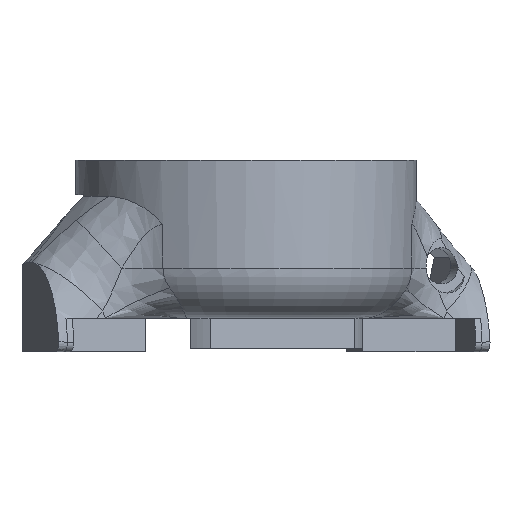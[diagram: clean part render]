
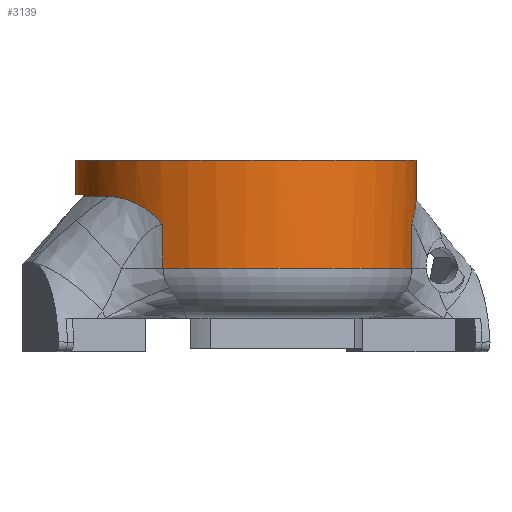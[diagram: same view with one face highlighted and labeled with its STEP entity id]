
A CAD part, front view. The second image highlights one B-rep face of the part: STEP entity #3139.
In plain terms, the highlighted cylindrical face has radius 37.5 mm (diameter 75 mm), a partial arc.
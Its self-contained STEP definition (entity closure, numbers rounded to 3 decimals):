
#75 = CARTESIAN_POINT ( 'NONE',  ( 33.98, 7.249, -12.5 ) ) ;
#138 = CARTESIAN_POINT ( 'NONE',  ( -21.756, -16.583, 6.944 ) ) ;
#202 = CARTESIAN_POINT ( 'NONE',  ( -29.465, -10.504, 11.599 ) ) ;
#224 = EDGE_CURVE ( 'NONE', #3273, #2984, #584, .T. ) ;
#255 = CYLINDRICAL_SURFACE ( 'NONE', #1525, 37.5 ) ;
#268 = EDGE_CURVE ( 'NONE', #1412, #3222, #6715, .T. ) ;
#283 = CARTESIAN_POINT ( 'NONE',  ( 34.611, 10.738, 8.799 ) ) ;
#400 = CARTESIAN_POINT ( 'NONE',  ( 34.93, 15.638, -12.5 ) ) ;
#437 = VERTEX_POINT ( 'NONE', #1265 ) ;
#499 = DIRECTION ( 'NONE',  ( 0., 0., 1. ) ) ;
#564 = CARTESIAN_POINT ( 'NONE',  ( -38.421, 4.642, -12.5 ) ) ;
#571 = EDGE_LOOP ( 'NONE', ( #1300, #6246, #1785, #6621, #3824, #694, #2441, #1144, #2181, #5516, #2332 ) ) ;
#584 = CIRCLE ( 'NONE', #5623, 37.5 ) ;
#678 = DIRECTION ( 'NONE',  ( 1., 0., 0. ) ) ;
#694 = ORIENTED_EDGE ( 'NONE', *, *, #2506, .T. ) ;
#696 = CARTESIAN_POINT ( 'NONE',  ( 34.741, 11.804, 9.419 ) ) ;
#807 = FACE_OUTER_BOUND ( 'NONE', #571, .T. ) ;
#871 = VERTEX_POINT ( 'NONE', #4906 ) ;
#974 = DIRECTION ( 'NONE',  ( -1., 0., 0. ) ) ;
#1144 = ORIENTED_EDGE ( 'NONE', *, *, #5153, .T. ) ;
#1173 = EDGE_CURVE ( 'NONE', #5568, #6257, #3224, .T. ) ;
#1250 = CARTESIAN_POINT ( 'NONE',  ( -20.857, -17.101, 5.887 ) ) ;
#1265 = CARTESIAN_POINT ( 'NONE',  ( -20.857, -17.101, -3.7 ) ) ;
#1290 = VECTOR ( 'NONE', #1708, 1000. ) ;
#1300 = ORIENTED_EDGE ( 'NONE', *, *, #2616, .F. ) ;
#1318 = CIRCLE ( 'NONE', #5178, 37.5 ) ;
#1322 = CARTESIAN_POINT ( 'NONE',  ( -31.87, -7.813, 12.1 ) ) ;
#1326 = CARTESIAN_POINT ( 'NONE',  ( 34.228, 8.407, 7.076 ) ) ;
#1355 = CARTESIAN_POINT ( 'NONE',  ( -22.482, -16.14, 7.658 ) ) ;
#1412 = VERTEX_POINT ( 'NONE', #5111 ) ;
#1525 = AXIS2_PLACEMENT_3D ( 'NONE', #6592, #7024, #2647 ) ;
#1708 = DIRECTION ( 'NONE',  ( 0., 0., 1. ) ) ;
#1785 = ORIENTED_EDGE ( 'NONE', *, *, #268, .F. ) ;
#1796 = CARTESIAN_POINT ( 'NONE',  ( -21.994, -16.44, 7.189 ) ) ;
#1895 = VECTOR ( 'NONE', #4317, 1000. ) ;
#2042 = DIRECTION ( 'NONE',  ( 0., 0., -1. ) ) ;
#2181 = ORIENTED_EDGE ( 'NONE', *, *, #4345, .T. ) ;
#2262 = AXIS2_PLACEMENT_3D ( 'NONE', #6421, #2434, #3603 ) ;
#2332 = ORIENTED_EDGE ( 'NONE', *, *, #224, .F. ) ;
#2341 = CARTESIAN_POINT ( 'NONE',  ( -24.777, -14.605, 9.478 ) ) ;
#2380 = CARTESIAN_POINT ( 'NONE',  ( -32.749, -6.621, 12.1 ) ) ;
#2383 = CARTESIAN_POINT ( 'NONE',  ( 34.93, 15.638, 10.972 ) ) ;
#2434 = DIRECTION ( 'NONE',  ( 0., 0., 1. ) ) ;
#2441 = ORIENTED_EDGE ( 'NONE', *, *, #5234, .T. ) ;
#2489 = CARTESIAN_POINT ( 'NONE',  ( 34.404, 9.37, 7.869 ) ) ;
#2506 = EDGE_CURVE ( 'NONE', #6257, #437, #6935, .T. ) ;
#2515 = EDGE_CURVE ( 'NONE', #1412, #5568, #3421, .T. ) ;
#2522 = CARTESIAN_POINT ( 'NONE',  ( 34.81, 12.54, 9.786 ) ) ;
#2558 = LINE ( 'NONE', #400, #1895 ) ;
#2616 = EDGE_CURVE ( 'NONE', #2957, #3273, #4270, .T. ) ;
#2647 = DIRECTION ( 'NONE',  ( 1., 0., 0. ) ) ;
#2664 = CARTESIAN_POINT ( 'NONE',  ( -20.857, -17.101, 5.887 ) ) ;
#2716 = CIRCLE ( 'NONE', #3995, 37.5 ) ;
#2957 = VERTEX_POINT ( 'NONE', #5478 ) ;
#2984 = VERTEX_POINT ( 'NONE', #4917 ) ;
#2986 = CARTESIAN_POINT ( 'NONE',  ( -21.074, -16.979, 6.162 ) ) ;
#2990 = CARTESIAN_POINT ( 'NONE',  ( 33.98, 7.249, 5.887 ) ) ;
#3055 = CARTESIAN_POINT ( 'NONE',  ( -20.857, -17.101, -12.5 ) ) ;
#3111 = CARTESIAN_POINT ( 'NONE',  ( -38.421, 4.642, 12.5 ) ) ;
#3139 = ADVANCED_FACE ( 'NONE', ( #807 ), #255, .T. ) ;
#3222 = VERTEX_POINT ( 'NONE', #3111 ) ;
#3224 = B_SPLINE_CURVE_WITH_KNOTS ( 'NONE', 3,
 ( #2380, #1322, #5160, #202, #6861, #6360, #5712, #4671, #2341, #6898, #4569, #6798, #1355, #1796, #138, #4024, #3500, #2986, #6830, #6254, #1250 ),
 .UNSPECIFIED., .F., .F.,
 ( 4, 2, 2, 2, 2, 2, 2, 2, 1, 2, 4 ),
 ( 0., 0.004, 0.007, 0.009, 0.013, 0.014, 0.015, 0.016, 0.017, 0.017, 0.017 ),
 .UNSPECIFIED. ) ;
#3273 = VERTEX_POINT ( 'NONE', #3698 ) ;
#3421 = CIRCLE ( 'NONE', #2262, 37.5 ) ;
#3453 = CARTESIAN_POINT ( 'NONE',  ( 33.98, 7.249, 5.887 ) ) ;
#3500 = CARTESIAN_POINT ( 'NONE',  ( -21.24, -16.884, 6.364 ) ) ;
#3568 = VERTEX_POINT ( 'NONE', #6780 ) ;
#3603 = DIRECTION ( 'NONE',  ( 1., 0., 0. ) ) ;
#3698 = CARTESIAN_POINT ( 'NONE',  ( -40.07, 15.638, 20.1 ) ) ;
#3824 = ORIENTED_EDGE ( 'NONE', *, *, #1173, .T. ) ;
#3994 = DIRECTION ( 'NONE',  ( 0., 0., 1. ) ) ;
#3995 = AXIS2_PLACEMENT_3D ( 'NONE', #5361, #6526, #974 ) ;
#4024 = CARTESIAN_POINT ( 'NONE',  ( -21.41, -16.786, 6.56 ) ) ;
#4062 = LINE ( 'NONE', #75, #5406 ) ;
#4169 = CARTESIAN_POINT ( 'NONE',  ( 34.46, 9.705, 8.116 ) ) ;
#4201 = CARTESIAN_POINT ( 'NONE',  ( 34.905, 14.056, 10.438 ) ) ;
#4270 = LINE ( 'NONE', #6502, #7153 ) ;
#4280 = DIRECTION ( 'NONE',  ( 0., 0., -1. ) ) ;
#4317 = DIRECTION ( 'NONE',  ( 0., 0., 1. ) ) ;
#4345 = EDGE_CURVE ( 'NONE', #4963, #871, #5116, .T. ) ;
#4527 = EDGE_CURVE ( 'NONE', #3222, #2957, #1318, .T. ) ;
#4569 = CARTESIAN_POINT ( 'NONE',  ( -23.238, -15.653, 8.311 ) ) ;
#4591 = DIRECTION ( 'NONE',  ( 0., 0., 1. ) ) ;
#4671 = CARTESIAN_POINT ( 'NONE',  ( -25.829, -13.809, 10.097 ) ) ;
#4723 = CARTESIAN_POINT ( 'NONE',  ( 34.563, 10.389, 8.58 ) ) ;
#4833 = CARTESIAN_POINT ( 'NONE',  ( -2.57, 15.638, 12.5 ) ) ;
#4906 = CARTESIAN_POINT ( 'NONE',  ( 34.93, 15.638, 10.972 ) ) ;
#4917 = CARTESIAN_POINT ( 'NONE',  ( 34.93, 15.638, 20.1 ) ) ;
#4963 = VERTEX_POINT ( 'NONE', #3453 ) ;
#5111 = CARTESIAN_POINT ( 'NONE',  ( -38.421, 4.642, 12.1 ) ) ;
#5116 = B_SPLINE_CURVE_WITH_KNOTS ( 'NONE', 3,
 ( #2990, #6981, #5715, #1326, #5816, #2489, #4169, #4723, #283, #696, #2522, #4201, #6288, #2383 ),
 .UNSPECIFIED., .F., .F.,
 ( 4, 2, 2, 2, 2, 2, 4 ),
 ( 0., 0.001, 0.002, 0.004, 0.005, 0.008, 0.01 ),
 .UNSPECIFIED. ) ;
#5153 = EDGE_CURVE ( 'NONE', #3568, #4963, #4062, .T. ) ;
#5160 = CARTESIAN_POINT ( 'NONE',  ( -30.937, -8.93, 11.972 ) ) ;
#5178 = AXIS2_PLACEMENT_3D ( 'NONE', #4833, #4280, #5347 ) ;
#5234 = EDGE_CURVE ( 'NONE', #437, #3568, #2716, .T. ) ;
#5347 = DIRECTION ( 'NONE',  ( -1., 0., 0. ) ) ;
#5361 = CARTESIAN_POINT ( 'NONE',  ( -2.57, 15.638, -3.7 ) ) ;
#5406 = VECTOR ( 'NONE', #3994, 1000. ) ;
#5421 = VECTOR ( 'NONE', #2042, 1000. ) ;
#5478 = CARTESIAN_POINT ( 'NONE',  ( -40.07, 15.638, 12.5 ) ) ;
#5516 = ORIENTED_EDGE ( 'NONE', *, *, #7201, .T. ) ;
#5568 = VERTEX_POINT ( 'NONE', #6884 ) ;
#5623 = AXIS2_PLACEMENT_3D ( 'NONE', #6241, #4591, #678 ) ;
#5712 = CARTESIAN_POINT ( 'NONE',  ( -27.406, -12.467, 10.849 ) ) ;
#5715 = CARTESIAN_POINT ( 'NONE',  ( 34.105, 7.807, 6.503 ) ) ;
#5816 = CARTESIAN_POINT ( 'NONE',  ( 34.288, 8.719, 7.349 ) ) ;
#6241 = CARTESIAN_POINT ( 'NONE',  ( -2.57, 15.638, 20.1 ) ) ;
#6246 = ORIENTED_EDGE ( 'NONE', *, *, #4527, .F. ) ;
#6254 = CARTESIAN_POINT ( 'NONE',  ( -20.909, -17.071, 5.955 ) ) ;
#6257 = VERTEX_POINT ( 'NONE', #2664 ) ;
#6288 = CARTESIAN_POINT ( 'NONE',  ( 34.93, 14.837, 10.724 ) ) ;
#6360 = CARTESIAN_POINT ( 'NONE',  ( -27.934, -11.992, 11.07 ) ) ;
#6421 = CARTESIAN_POINT ( 'NONE',  ( -2.57, 15.638, 12.1 ) ) ;
#6502 = CARTESIAN_POINT ( 'NONE',  ( -40.07, 15.638, -12.5 ) ) ;
#6526 = DIRECTION ( 'NONE',  ( 0., 0., 1. ) ) ;
#6592 = CARTESIAN_POINT ( 'NONE',  ( -2.57, 15.638, -12.5 ) ) ;
#6621 = ORIENTED_EDGE ( 'NONE', *, *, #2515, .T. ) ;
#6715 = LINE ( 'NONE', #564, #1290 ) ;
#6780 = CARTESIAN_POINT ( 'NONE',  ( 33.98, 7.249, -3.7 ) ) ;
#6798 = CARTESIAN_POINT ( 'NONE',  ( -22.733, -15.981, 7.884 ) ) ;
#6830 = CARTESIAN_POINT ( 'NONE',  ( -20.964, -17.041, 6.025 ) ) ;
#6861 = CARTESIAN_POINT ( 'NONE',  ( -28.962, -11.011, 11.444 ) ) ;
#6884 = CARTESIAN_POINT ( 'NONE',  ( -32.749, -6.621, 12.1 ) ) ;
#6898 = CARTESIAN_POINT ( 'NONE',  ( -23.493, -15.484, 8.514 ) ) ;
#6935 = LINE ( 'NONE', #3055, #5421 ) ;
#6981 = CARTESIAN_POINT ( 'NONE',  ( 34.042, 7.52, 6.201 ) ) ;
#7024 = DIRECTION ( 'NONE',  ( 0., 0., 1. ) ) ;
#7153 = VECTOR ( 'NONE', #499, 1000. ) ;
#7201 = EDGE_CURVE ( 'NONE', #871, #2984, #2558, .T. ) ;
